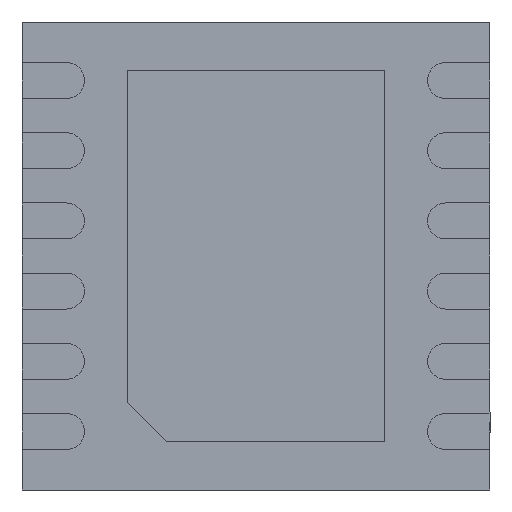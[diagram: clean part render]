
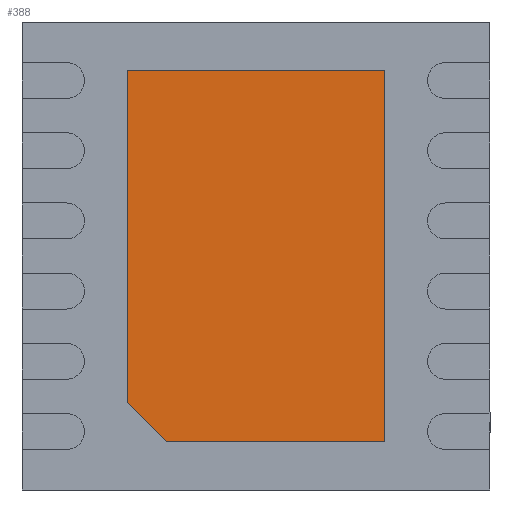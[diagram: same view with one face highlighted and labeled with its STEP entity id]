
A CAD part, front view. The second image highlights one B-rep face of the part: STEP entity #388.
In plain terms, the highlighted planar face has unit normal (0, -1, 0).
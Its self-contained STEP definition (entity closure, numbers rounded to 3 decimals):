
#196 = FACE_OUTER_BOUND ( 'NONE', #3378, .T. ) ;
#230 = DIRECTION ( 'NONE',  ( 0., -1., 0. ) ) ;
#260 = LINE ( 'NONE', #1647, #1494 ) ;
#388 = ADVANCED_FACE ( 'NONE', ( #196 ), #4279, .T. ) ;
#429 = LINE ( 'NONE', #3522, #2833 ) ;
#512 = EDGE_CURVE ( 'NONE', #2459, #3277, #260, .T. ) ;
#876 = VERTEX_POINT ( 'NONE', #4251 ) ;
#1176 = VERTEX_POINT ( 'NONE', #3700 ) ;
#1230 = CARTESIAN_POINT ( 'NONE',  ( 0.825, 0., 1.19 ) ) ;
#1345 = EDGE_CURVE ( 'NONE', #3277, #1176, #429, .T. ) ;
#1418 = CARTESIAN_POINT ( 'NONE',  ( -0.825, 0., 1.19 ) ) ;
#1494 = VECTOR ( 'NONE', #4009, 1000. ) ;
#1593 = VECTOR ( 'NONE', #4269, 1000. ) ;
#1603 = DIRECTION ( 'NONE',  ( 0., 0., -1. ) ) ;
#1617 = EDGE_CURVE ( 'NONE', #2965, #876, #3042, .T. ) ;
#1647 = CARTESIAN_POINT ( 'NONE',  ( -0.575, 0., -1.19 ) ) ;
#1651 = CARTESIAN_POINT ( 'NONE',  ( -0.825, 0., 1.19 ) ) ;
#2160 = EDGE_CURVE ( 'NONE', #1176, #2965, #4053, .T. ) ;
#2208 = ORIENTED_EDGE ( 'NONE', *, *, #3318, .F. ) ;
#2257 = CARTESIAN_POINT ( 'NONE',  ( 0., 0., 0. ) ) ;
#2341 = DIRECTION ( 'NONE',  ( 1., 0., 0. ) ) ;
#2459 = VERTEX_POINT ( 'NONE', #2787 ) ;
#2488 = LINE ( 'NONE', #1230, #1593 ) ;
#2787 = CARTESIAN_POINT ( 'NONE',  ( 0.825, 0., -1.19 ) ) ;
#2833 = VECTOR ( 'NONE', #3536, 1000. ) ;
#2965 = VERTEX_POINT ( 'NONE', #1418 ) ;
#3042 = LINE ( 'NONE', #1651, #4000 ) ;
#3119 = ORIENTED_EDGE ( 'NONE', *, *, #512, .F. ) ;
#3277 = VERTEX_POINT ( 'NONE', #3943 ) ;
#3318 = EDGE_CURVE ( 'NONE', #876, #2459, #2488, .T. ) ;
#3378 = EDGE_LOOP ( 'NONE', ( #2208, #4250, #3389, #4265, #3119 ) ) ;
#3389 = ORIENTED_EDGE ( 'NONE', *, *, #2160, .F. ) ;
#3486 = CARTESIAN_POINT ( 'NONE',  ( -0.825, 0., 1.19 ) ) ;
#3496 = VECTOR ( 'NONE', #3793, 1000. ) ;
#3522 = CARTESIAN_POINT ( 'NONE',  ( -0.825, 0., -0.94 ) ) ;
#3536 = DIRECTION ( 'NONE',  ( -0.707, 0., 0.707 ) ) ;
#3700 = CARTESIAN_POINT ( 'NONE',  ( -0.825, 0., -0.94 ) ) ;
#3793 = DIRECTION ( 'NONE',  ( 0., 0., 1. ) ) ;
#3943 = CARTESIAN_POINT ( 'NONE',  ( -0.575, 0., -1.19 ) ) ;
#4000 = VECTOR ( 'NONE', #2341, 1000. ) ;
#4009 = DIRECTION ( 'NONE',  ( -1., 0., 0. ) ) ;
#4030 = AXIS2_PLACEMENT_3D ( 'NONE', #2257, #230, #1603 ) ;
#4053 = LINE ( 'NONE', #3486, #3496 ) ;
#4250 = ORIENTED_EDGE ( 'NONE', *, *, #1617, .F. ) ;
#4251 = CARTESIAN_POINT ( 'NONE',  ( 0.825, 0., 1.19 ) ) ;
#4265 = ORIENTED_EDGE ( 'NONE', *, *, #1345, .F. ) ;
#4269 = DIRECTION ( 'NONE',  ( 0., 0., -1. ) ) ;
#4279 = PLANE ( 'NONE',  #4030 ) ;
